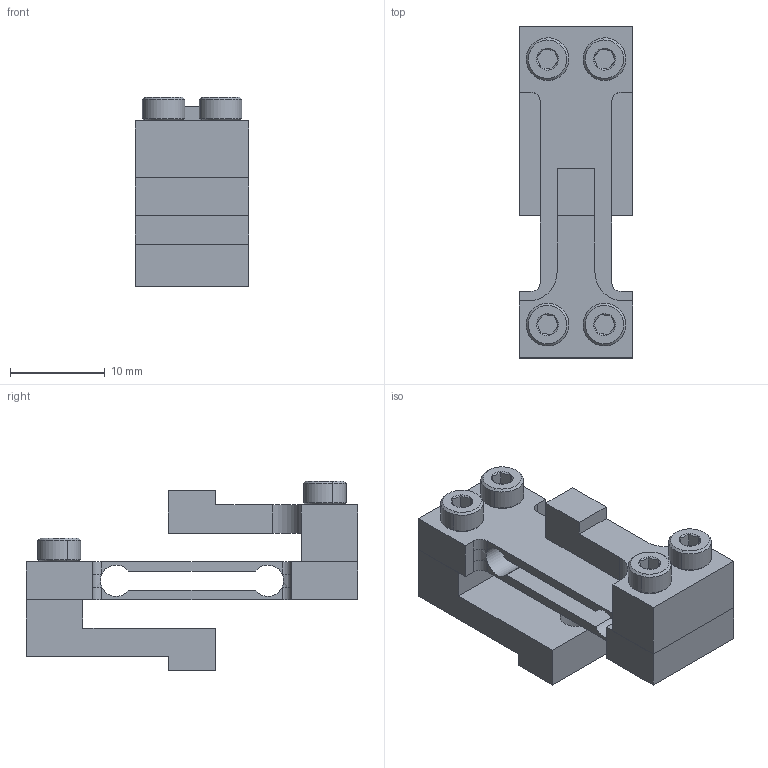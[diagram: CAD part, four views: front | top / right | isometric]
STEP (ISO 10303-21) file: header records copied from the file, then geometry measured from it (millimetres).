
FILE_DESCRIPTION (( 'STEP AP214' ), '1' );
FILE_NAME ('LoadCell100g.STEP', '2020-08-24T13:50:52', ( '' ), ( '' ), 'SwSTEP 2.0', 'SolidWorks 2020', '' );
FILE_SCHEMA (( 'AUTOMOTIVE_DESIGN' ));
Length unit declared in the file: millimetre
Products named in the file (5): 91292A014_TYPE 18-8 SS SOCKET HEAD CAP SCREW_91292A014; Load_Cell_base; Load_Cell_contact; LoadCell100g; 100_g_Load_Cell_solidModel
Assembly tree (7 placements, depth 2):
  LoadCell100g
    100_g_Load_Cell_solidModel
    Load_Cell_contact
    Load_Cell_base
    91292A014_TYPE 18-8 SS SOCKET HEAD CAP SCREW_91292A014  x4
Bounding box: 12 x 35 x 20 mm (x, y, z)
Volume: 2663.7 mm3; surface area: 3759.1 mm2
Topology: 7 solids, 7 shells, 534 faces, 1466 edges, 952 vertices
Faces by surface type: cylinder 390, plane 80, cone 52, bspline 12
Entity records: 8427 total; most frequent: CARTESIAN_POINT 3878, ORIENTED_EDGE 1036, DIRECTION 803, EDGE_CURVE 518, VERTEX_POINT 337, AXIS2_PLACEMENT_3D 283, LINE 237, VECTOR 237
